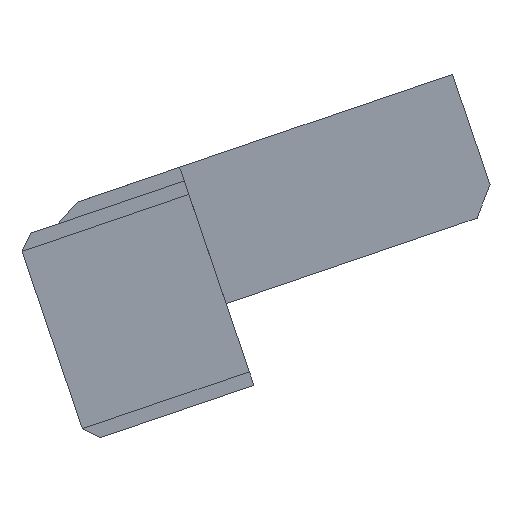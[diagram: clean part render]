
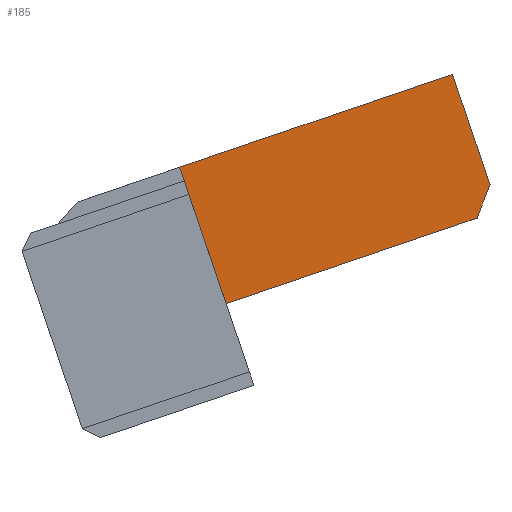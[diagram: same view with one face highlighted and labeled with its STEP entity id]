
A CAD part, front view. The second image highlights one B-rep face of the part: STEP entity #185.
In plain terms, the highlighted planar face has unit normal (-0.066, -0.998, -0.022).
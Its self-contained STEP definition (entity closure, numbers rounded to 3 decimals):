
#71 = VERTEX_POINT('',#72);
#72 = CARTESIAN_POINT('',(15.597,-400.629,
    -143.781));
#78 = EDGE_CURVE('',#71,#79,#81,.T.);
#79 = VERTEX_POINT('',#80);
#80 = CARTESIAN_POINT('',(-71.495,-394.196,
    -173.429));
#81 = LINE('',#82,#83);
#82 = CARTESIAN_POINT('',(-27.949,-397.412,
    -158.605));
#83 = VECTOR('',#84,1.);
#84 = DIRECTION('',(-0.944,0.07,-0.321)
  );
#102 = VERTEX_POINT('',#103);
#103 = CARTESIAN_POINT('',(20.098,-401.188,
    -132.177));
#109 = EDGE_CURVE('',#102,#71,#110,.T.);
#110 = LINE('',#111,#112);
#111 = CARTESIAN_POINT('',(17.847,-400.909,
    -137.979));
#112 = VECTOR('',#113,1.);
#113 = DIRECTION('',(-0.361,0.045,-0.931)
  );
#125 = VERTEX_POINT('',#126);
#126 = CARTESIAN_POINT('',(7.057,-401.188,
    -93.87));
#132 = EDGE_CURVE('',#125,#102,#133,.T.);
#133 = LINE('',#134,#135);
#134 = CARTESIAN_POINT('',(13.577,-401.188,
    -113.024));
#135 = VECTOR('',#136,1.);
#136 = DIRECTION('',(0.322,0.,-0.947));
#149 = VERTEX_POINT('',#150);
#150 = CARTESIAN_POINT('',(-87.608,-394.196,
    -126.097));
#156 = EDGE_CURVE('',#149,#125,#157,.T.);
#157 = LINE('',#158,#159);
#158 = CARTESIAN_POINT('',(-58.067,-396.378,
    -116.04));
#159 = VECTOR('',#160,1.);
#160 = DIRECTION('',(0.944,-0.07,0.321)
  );
#175 = EDGE_CURVE('',#149,#79,#176,.T.);
#176 = LINE('',#177,#178);
#177 = CARTESIAN_POINT('',(-793.645,-394.196,
    1947.871));
#178 = VECTOR('',#179,1.);
#179 = DIRECTION('',(0.322,0.,-0.947)
  );
#185 = ADVANCED_FACE('',(#186),#193,.F.);
#186 = FACE_BOUND('',#187,.F.);
#187 = EDGE_LOOP('',(#188,#189,#190,#191,#192));
#188 = ORIENTED_EDGE('',*,*,#78,.T.);
#189 = ORIENTED_EDGE('',*,*,#175,.F.);
#190 = ORIENTED_EDGE('',*,*,#156,.T.);
#191 = ORIENTED_EDGE('',*,*,#132,.T.);
#192 = ORIENTED_EDGE('',*,*,#109,.T.);
#193 = PLANE('',#194);
#194 = AXIS2_PLACEMENT_3D('',#195,#196,#197);
#195 = CARTESIAN_POINT('',(-1532.486,-388.602,
    3869.961));
#196 = DIRECTION('',(0.066,0.998,0.022)
  );
#197 = DIRECTION('',(0.322,0.,-0.947)
  );
